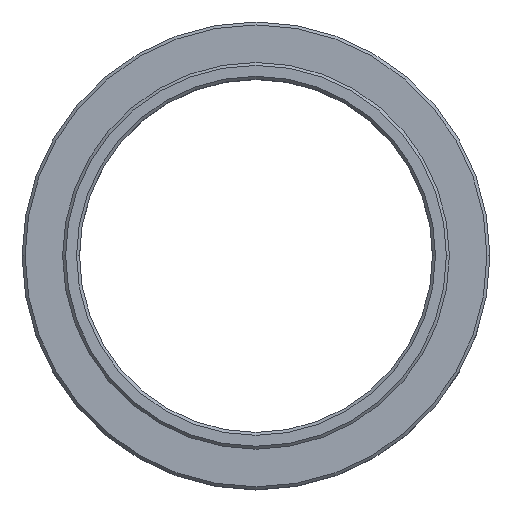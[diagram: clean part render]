
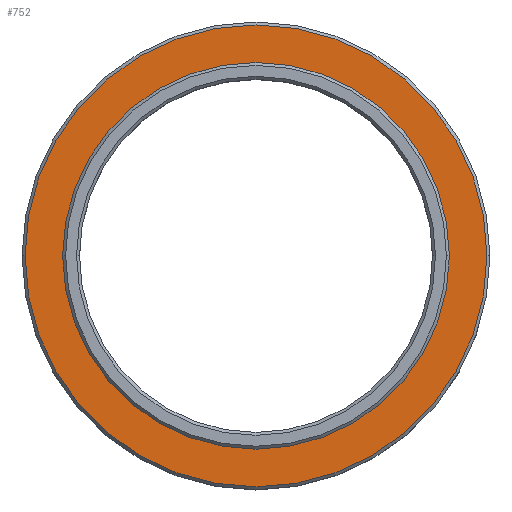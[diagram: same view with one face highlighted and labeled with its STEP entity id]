
A CAD part, top view. The second image highlights one B-rep face of the part: STEP entity #752.
In plain terms, the highlighted planar face has unit normal (0, 0, 1).
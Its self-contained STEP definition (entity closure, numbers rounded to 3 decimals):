
#42 = CARTESIAN_POINT ( 'NONE',  ( -15.7, 0., 10.7 ) ) ;
#49 = DIRECTION ( 'NONE',  ( 1., 0., 0. ) ) ;
#54 = EDGE_CURVE ( 'NONE', #351, #143, #86, .T. ) ;
#74 = DIRECTION ( 'NONE',  ( 1., 0., 0. ) ) ;
#84 = DIRECTION ( 'NONE',  ( 0., 0., -1. ) ) ;
#86 = CIRCLE ( 'NONE', #1023, 13.027 ) ;
#143 = VERTEX_POINT ( 'NONE', #934 ) ;
#153 = CARTESIAN_POINT ( 'NONE',  ( 0., 0., 10.7 ) ) ;
#333 = EDGE_CURVE ( 'NONE', #470, #839, #1294, .T. ) ;
#351 = VERTEX_POINT ( 'NONE', #779 ) ;
#369 = EDGE_LOOP ( 'NONE', ( #1206, #467 ) ) ;
#389 = DIRECTION ( 'NONE',  ( 0., 0., 1. ) ) ;
#397 = EDGE_CURVE ( 'NONE', #143, #351, #1083, .T. ) ;
#414 = EDGE_CURVE ( 'NONE', #839, #470, #841, .T. ) ;
#425 = DIRECTION ( 'NONE',  ( 0., 0., -1. ) ) ;
#467 = ORIENTED_EDGE ( 'NONE', *, *, #397, .T. ) ;
#470 = VERTEX_POINT ( 'NONE', #797 ) ;
#647 = ORIENTED_EDGE ( 'NONE', *, *, #414, .T. ) ;
#673 = DIRECTION ( 'NONE',  ( 0., 0., 1. ) ) ;
#686 = CARTESIAN_POINT ( 'NONE',  ( 0., 0., 10.7 ) ) ;
#687 = AXIS2_PLACEMENT_3D ( 'NONE', #153, #754, #49 ) ;
#739 = EDGE_LOOP ( 'NONE', ( #647, #1039 ) ) ;
#752 = ADVANCED_FACE ( 'NONE', ( #1237, #1200 ), #1061, .T. ) ;
#754 = DIRECTION ( 'NONE',  ( 0., 0., 1. ) ) ;
#779 = CARTESIAN_POINT ( 'NONE',  ( 13.027, 0., 10.7 ) ) ;
#786 = DIRECTION ( 'NONE',  ( 1., 0., 0. ) ) ;
#797 = CARTESIAN_POINT ( 'NONE',  ( 15.7, 0., 10.7 ) ) ;
#810 = AXIS2_PLACEMENT_3D ( 'NONE', #686, #84, #786 ) ;
#821 = DIRECTION ( 'NONE',  ( 1., 0., 0. ) ) ;
#839 = VERTEX_POINT ( 'NONE', #42 ) ;
#841 = CIRCLE ( 'NONE', #874, 15.7 ) ;
#874 = AXIS2_PLACEMENT_3D ( 'NONE', #985, #389, #1089 ) ;
#934 = CARTESIAN_POINT ( 'NONE',  ( -13.027, 0., 10.7 ) ) ;
#985 = CARTESIAN_POINT ( 'NONE',  ( 0., 0., 10.7 ) ) ;
#1021 = CARTESIAN_POINT ( 'NONE',  ( 0., 0., 10.7 ) ) ;
#1023 = AXIS2_PLACEMENT_3D ( 'NONE', #1021, #425, #821 ) ;
#1039 = ORIENTED_EDGE ( 'NONE', *, *, #333, .T. ) ;
#1061 = PLANE ( 'NONE',  #687 ) ;
#1083 = CIRCLE ( 'NONE', #810, 13.027 ) ;
#1089 = DIRECTION ( 'NONE',  ( 1., 0., 0. ) ) ;
#1182 = AXIS2_PLACEMENT_3D ( 'NONE', #1279, #673, #74 ) ;
#1200 = FACE_OUTER_BOUND ( 'NONE', #739, .T. ) ;
#1206 = ORIENTED_EDGE ( 'NONE', *, *, #54, .T. ) ;
#1237 = FACE_BOUND ( 'NONE', #369, .T. ) ;
#1279 = CARTESIAN_POINT ( 'NONE',  ( 0., 0., 10.7 ) ) ;
#1294 = CIRCLE ( 'NONE', #1182, 15.7 ) ;
